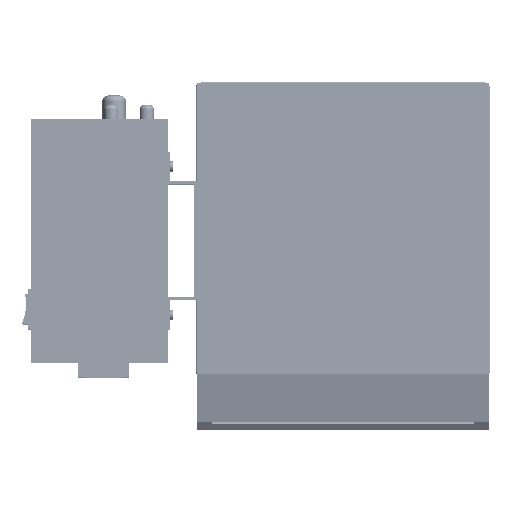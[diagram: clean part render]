
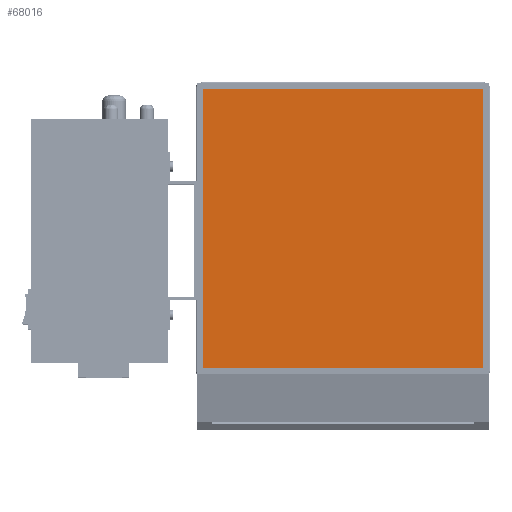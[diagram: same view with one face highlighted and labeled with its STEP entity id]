
A CAD part, top view. The second image highlights one B-rep face of the part: STEP entity #68016.
In plain terms, the highlighted planar face has unit normal (0, 0, 1).
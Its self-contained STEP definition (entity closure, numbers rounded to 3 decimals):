
#9737=FACE_OUTER_BOUND('',#13613,.T.);
#13613=EDGE_LOOP('',(#46779,#46780,#46781,#46782));
#17841=LINE('',#114050,#22659);
#17844=LINE('',#114056,#22662);
#17847=LINE('',#114062,#22665);
#17850=LINE('',#114066,#22668);
#22659=VECTOR('',#77955,0.394);
#22662=VECTOR('',#77960,0.394);
#22665=VECTOR('',#77965,0.394);
#22668=VECTOR('',#77970,0.394);
#27702=VERTEX_POINT('',#114047);
#27703=VERTEX_POINT('',#114049);
#27705=VERTEX_POINT('',#114055);
#27707=VERTEX_POINT('',#114061);
#35073=EDGE_CURVE('',#27703,#27702,#17841,.T.);
#35076=EDGE_CURVE('',#27705,#27703,#17844,.T.);
#35079=EDGE_CURVE('',#27707,#27705,#17847,.T.);
#35082=EDGE_CURVE('',#27702,#27707,#17850,.T.);
#46779=ORIENTED_EDGE('',*,*,#35082,.T.);
#46780=ORIENTED_EDGE('',*,*,#35079,.T.);
#46781=ORIENTED_EDGE('',*,*,#35076,.T.);
#46782=ORIENTED_EDGE('',*,*,#35073,.T.);
#66807=PLANE('',#72007);
#68016=ADVANCED_FACE('',(#9737),#66807,.T.);
#72007=AXIS2_PLACEMENT_3D('',#114067,#77971,#77972);
#77955=DIRECTION('',(0.,-1.,0.));
#77960=DIRECTION('',(-1.,0.,0.));
#77965=DIRECTION('',(0.,1.,0.));
#77970=DIRECTION('',(1.,0.,0.));
#77971=DIRECTION('center_axis',(0.,0.,1.));
#77972=DIRECTION('ref_axis',(1.,0.,0.));
#114047=CARTESIAN_POINT('',(-5.875,-5.875,56.5));
#114049=CARTESIAN_POINT('',(-5.875,5.875,56.5));
#114050=CARTESIAN_POINT('',(-5.875,-5.875,56.5));
#114055=CARTESIAN_POINT('',(5.875,5.875,56.5));
#114056=CARTESIAN_POINT('',(-5.875,5.875,56.5));
#114061=CARTESIAN_POINT('',(5.875,-5.875,56.5));
#114062=CARTESIAN_POINT('',(5.875,5.875,56.5));
#114066=CARTESIAN_POINT('',(5.875,-5.875,56.5));
#114067=CARTESIAN_POINT('Origin',(0.,0.,56.5));
